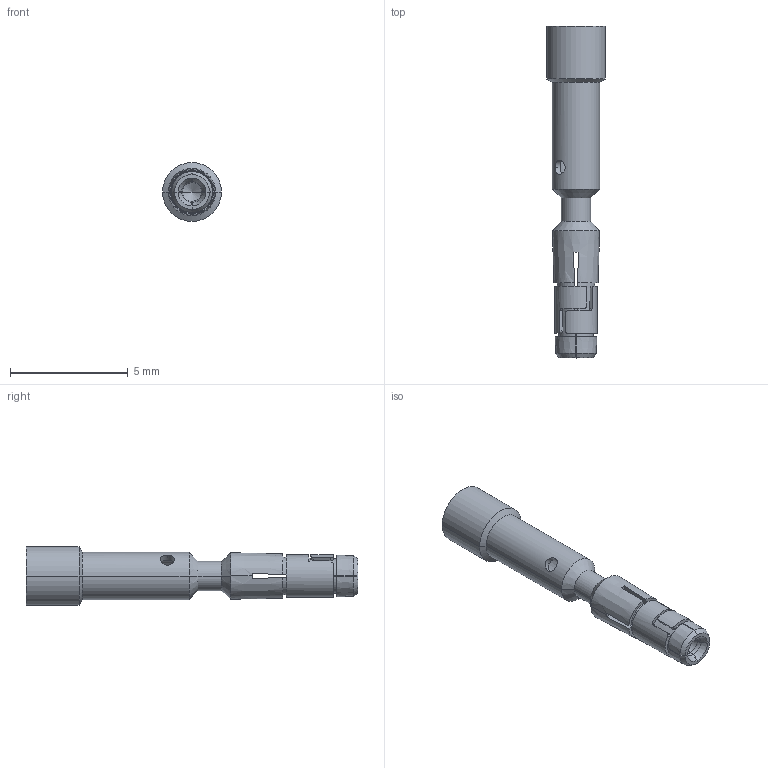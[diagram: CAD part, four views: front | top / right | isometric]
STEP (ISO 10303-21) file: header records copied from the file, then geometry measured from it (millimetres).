
FILE_DESCRIPTION((''),'2;1');
FILE_NAME('M23-FC9G-1P0_SW0001_1_SW0001','2017-07-31T',('hq.zhang'),(''),'PRO/ENGINEER BY PARAMETRIC TECHNOLOGY CORPORATION, 2012480','PRO/ENGINEER BY PARAMETRIC TECHNOLOGY CORPORATION, 2012480','');
FILE_SCHEMA(('AUTOMOTIVE_DESIGN { 1 0 10303 214 1 1 1 1 }'));
Length unit declared in the file: millimetre
Products named in the file (1): M23-FC9G-1P0_SW0001_1_SW0001
Bounding box: 2.5 x 14.1 x 2.5 mm (x, y, z)
Volume: 23.9 mm3; surface area: 157 mm2
Topology: 1 solids, 1 shells, 99 faces, 325 edges, 207 vertices
Faces by surface type: cone 42, cylinder 27, plane 26, torus 4
Entity records: 4187 total; most frequent: CARTESIAN_POINT 1294, ORIENTED_EDGE 642, DIRECTION 519, EDGE_CURVE 321, AXIS2_PLACEMENT_3D 212, VERTEX_POINT 207, B_SPLINE_CURVE_WITH_KNOTS 113, CIRCLE 113
